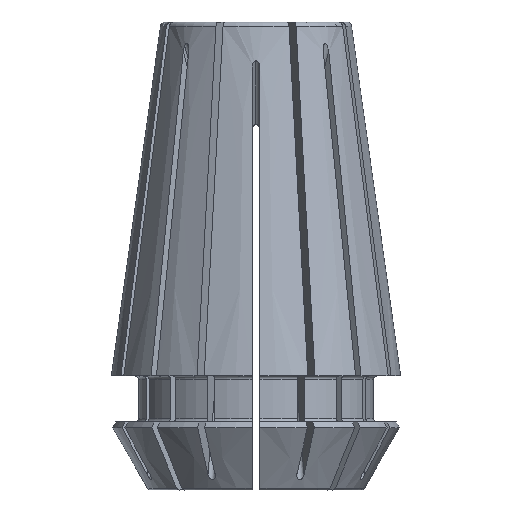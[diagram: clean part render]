
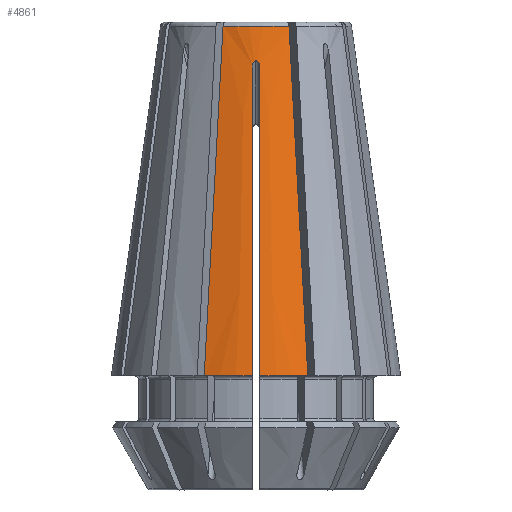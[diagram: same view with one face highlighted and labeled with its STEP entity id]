
A CAD part, front view. The second image highlights one B-rep face of the part: STEP entity #4861.
In plain terms, the highlighted conical face has half-angle 8 degrees and reference radius 5.613 mm.
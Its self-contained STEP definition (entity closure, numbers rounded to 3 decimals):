
#115=CONICAL_SURFACE('',#5126,5.613,0.14);
#167=B_SPLINE_CURVE_WITH_KNOTS('',3,(#6737,#6738,#6739,#6740),
 .UNSPECIFIED.,.F.,.U.,(4,4),(0.,0.02),
 .UNSPECIFIED.);
#168=B_SPLINE_CURVE_WITH_KNOTS('',3,(#6741,#6742,#6743,#6744),
 .UNSPECIFIED.,.F.,.U.,(4,4),(0.,0.02),
 .UNSPECIFIED.);
#169=B_SPLINE_CURVE_WITH_KNOTS('',3,(#6748,#6749,#6750,#6751),
 .UNSPECIFIED.,.F.,.U.,(4,4),(0.011,0.03),
 .UNSPECIFIED.);
#170=B_SPLINE_CURVE_WITH_KNOTS('',3,(#6753,#6754,#6755,#6756,#6757,#6758,
#6759),.UNSPECIFIED.,.F.,.U.,(4,1,1,1,4),(0.,0.,
0.,0.001,0.001),
 .UNSPECIFIED.);
#171=B_SPLINE_CURVE_WITH_KNOTS('',3,(#6762,#6763,#6764,#6765),
 .UNSPECIFIED.,.F.,.U.,(4,4),(0.011,0.03),
 .UNSPECIFIED.);
#1088=VERTEX_POINT('',#6723);
#1089=VERTEX_POINT('',#6724);
#1090=VERTEX_POINT('',#6735);
#1091=VERTEX_POINT('',#6736);
#1092=VERTEX_POINT('',#6745);
#1093=VERTEX_POINT('',#6747);
#1094=VERTEX_POINT('',#6752);
#1095=VERTEX_POINT('',#6760);
#1096=VERTEX_POINT('',#6761);
#1638=CIRCLE('',#5125,5.613);
#1639=CIRCLE('',#5127,8.5);
#1640=CIRCLE('',#5128,8.5);
#1849=EDGE_CURVE('',#1088,#1089,#1638,.T.);
#1852=EDGE_CURVE('',#1090,#1091,#1639,.T.);
#1853=EDGE_CURVE('',#1091,#1089,#167,.T.);
#1854=EDGE_CURVE('',#1092,#1088,#168,.T.);
#1855=EDGE_CURVE('',#1092,#1093,#1640,.T.);
#1856=EDGE_CURVE('',#1093,#1094,#169,.T.);
#1857=EDGE_CURVE('',#1094,#1095,#170,.T.);
#1858=EDGE_CURVE('',#1095,#1096,#170,.T.);
#1859=EDGE_CURVE('',#1090,#1096,#171,.T.);
#2683=ORIENTED_EDGE('',*,*,#1852,.T.);
#2684=ORIENTED_EDGE('',*,*,#1853,.T.);
#2685=ORIENTED_EDGE('',*,*,#1849,.F.);
#2686=ORIENTED_EDGE('',*,*,#1854,.F.);
#2687=ORIENTED_EDGE('',*,*,#1855,.T.);
#2688=ORIENTED_EDGE('',*,*,#1856,.T.);
#2689=ORIENTED_EDGE('',*,*,#1857,.T.);
#2690=ORIENTED_EDGE('',*,*,#1858,.T.);
#2691=ORIENTED_EDGE('',*,*,#1859,.F.);
#4337=EDGE_LOOP('',(#2683,#2684,#2685,#2686,#2687,#2688,#2689,#2690,#2691));
#4599=FACE_BOUND('',#4337,.T.);
#4861=ADVANCED_FACE('',(#4599),#115,.T.);
#5125=AXIS2_PLACEMENT_3D('',#6722,#5618,#5619);
#5126=AXIS2_PLACEMENT_3D('',#6733,#5620,#5621);
#5127=AXIS2_PLACEMENT_3D('',#6734,#5622,#5623);
#5128=AXIS2_PLACEMENT_3D('',#6746,#5624,#5625);
#5618=DIRECTION('',(0.,0.,1.));
#5619=DIRECTION('',(5.613,0.,0.));
#5620=DIRECTION('',(0.,0.,-1.));
#5621=DIRECTION('',(-5.613,0.,0.));
#5622=DIRECTION('',(0.,0.,1.));
#5623=DIRECTION('',(-8.5,0.,0.));
#5624=DIRECTION('',(0.,0.,1.));
#5625=DIRECTION('',(-8.5,0.,0.));
#6722=CARTESIAN_POINT('',(0.,0.,27.242));
#6723=CARTESIAN_POINT('',(-1.938,-5.268,27.242));
#6724=CARTESIAN_POINT('',(1.938,-5.268,27.242));
#6733=CARTESIAN_POINT('',(0.,0.,27.242));
#6734=CARTESIAN_POINT('',(0.,0.,6.7));
#6735=CARTESIAN_POINT('',(0.225,-8.497,6.7));
#6736=CARTESIAN_POINT('',(3.044,-7.936,6.7));
#6737=CARTESIAN_POINT('',(3.044,-7.936,6.7));
#6738=CARTESIAN_POINT('',(2.675,-7.047,13.547));
#6739=CARTESIAN_POINT('',(2.307,-6.157,20.395));
#6740=CARTESIAN_POINT('',(1.938,-5.268,27.242));
#6741=CARTESIAN_POINT('',(-3.044,-7.936,6.7));
#6742=CARTESIAN_POINT('',(-2.675,-7.047,13.547));
#6743=CARTESIAN_POINT('',(-2.307,-6.157,20.395));
#6744=CARTESIAN_POINT('',(-1.938,-5.268,27.242));
#6745=CARTESIAN_POINT('',(-3.044,-7.936,6.7));
#6746=CARTESIAN_POINT('',(0.,0.,6.7));
#6747=CARTESIAN_POINT('',(-0.225,-8.497,6.7));
#6748=CARTESIAN_POINT('',(-0.225,-8.497,6.7));
#6749=CARTESIAN_POINT('',(-0.225,-7.647,12.749));
#6750=CARTESIAN_POINT('',(-0.225,-6.796,18.798));
#6751=CARTESIAN_POINT('',(-0.225,-5.945,24.848));
#6752=CARTESIAN_POINT('',(-0.225,-5.945,24.848));
#6753=CARTESIAN_POINT('',(-0.225,-5.945,24.848));
#6754=CARTESIAN_POINT('',(-0.225,-5.934,24.926));
#6755=CARTESIAN_POINT('',(-0.206,-5.914,25.079));
#6756=CARTESIAN_POINT('',(0.,-5.89,25.283));
#6757=CARTESIAN_POINT('',(0.205,-5.914,25.08));
#6758=CARTESIAN_POINT('',(0.225,-5.934,24.926));
#6759=CARTESIAN_POINT('',(0.225,-5.945,24.848));
#6760=CARTESIAN_POINT('',(0.,-5.898,25.215));
#6761=CARTESIAN_POINT('',(0.225,-5.945,24.848));
#6762=CARTESIAN_POINT('',(0.225,-8.497,6.7));
#6763=CARTESIAN_POINT('',(0.225,-7.647,12.749));
#6764=CARTESIAN_POINT('',(0.225,-6.796,18.798));
#6765=CARTESIAN_POINT('',(0.225,-5.945,24.848));
